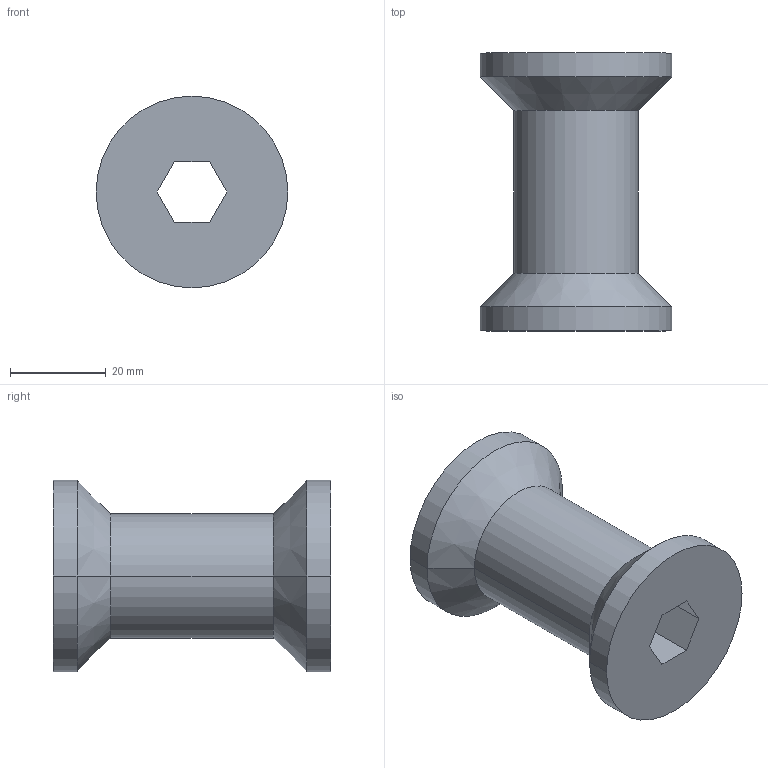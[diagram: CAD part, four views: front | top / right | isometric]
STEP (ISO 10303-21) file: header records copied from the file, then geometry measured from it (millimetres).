
FILE_DESCRIPTION((''),'2;1');
FILE_NAME('FYBUFPR004_007','2025-05-26T20:35:39',('t-gamer'),(''),'CREO PARAMETRIC BY PTC INC, 2024063','CREO PARAMETRIC BY PTC INC, 2024063','');
FILE_SCHEMA(('CONFIG_CONTROL_DESIGN'));
Length unit declared in the file: millimetre
Products named in the file (1): FYBUFPR004_007
Bounding box: 40 x 58 x 40 mm (x, y, z)
Volume: 34797.3 mm3; surface area: 10856.3 mm2
Topology: 1 solids, 1 shells, 18 faces, 40 edges, 24 vertices
Faces by surface type: plane 8, cylinder 6, cone 4
Entity records: 534 total; most frequent: DIRECTION 88, CARTESIAN_POINT 82, ORIENTED_EDGE 80, EDGE_CURVE 40, AXIS2_PLACEMENT_3D 30, VECTOR 28, LINE 28, VERTEX_POINT 24
